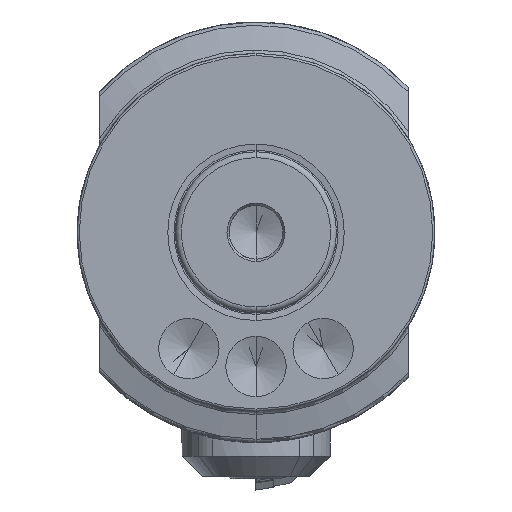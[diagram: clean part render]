
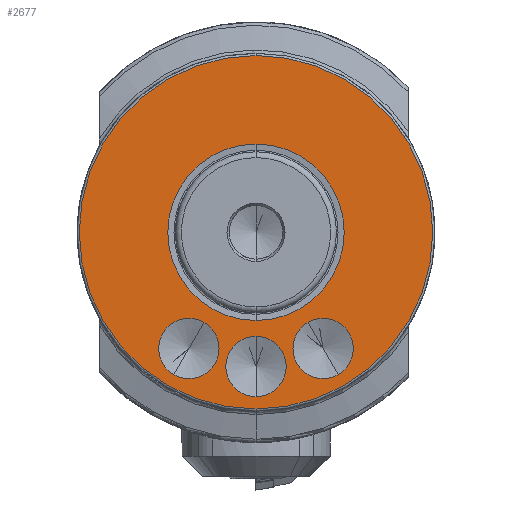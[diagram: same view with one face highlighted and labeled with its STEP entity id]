
A CAD part, left-side view. The second image highlights one B-rep face of the part: STEP entity #2677.
In plain terms, the highlighted planar face has unit normal (-1, 0, 0).
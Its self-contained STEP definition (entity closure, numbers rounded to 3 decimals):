
#792 = CIRCLE ( 'NONE', #12697, 6.75 ) ;
#1026 = AXIS2_PLACEMENT_3D ( 'NONE', #40118, #20666, #1248 ) ;
#1248 = DIRECTION ( 'NONE',  ( 0., 0., 1. ) ) ;
#1475 = CARTESIAN_POINT ( 'NONE',  ( 0., 0., 0. ) ) ;
#1547 = DIRECTION ( 'NONE',  ( 0., 0.5, 0.866 ) ) ;
#2250 = CARTESIAN_POINT ( 'NONE',  ( 0., 0., 19.715 ) ) ;
#2677 = ADVANCED_FACE ( 'NONE', ( #24715, #16052, #7390, #40943, #32292 ), #37414, .F. ) ;
#3119 = VERTEX_POINT ( 'NONE', #39671 ) ;
#3438 = EDGE_LOOP ( 'NONE', ( #14166, #36694 ) ) ;
#4549 = CIRCLE ( 'NONE', #17559, 19.715 ) ;
#4718 = DIRECTION ( 'NONE',  ( 0., 0., 1. ) ) ;
#6004 = CIRCLE ( 'NONE', #23870, 39.5 ) ;
#7390 = FACE_BOUND ( 'NONE', #3438, .T. ) ;
#7457 = CARTESIAN_POINT ( 'NONE',  ( 0., 15., -25.981 ) ) ;
#7692 = DIRECTION ( 'NONE',  ( 0., -0.5, 0.866 ) ) ;
#8321 = DIRECTION ( 'NONE',  ( -1., 0., 0. ) ) ;
#8696 = EDGE_LOOP ( 'NONE', ( #24204, #35676 ) ) ;
#9060 = CIRCLE ( 'NONE', #17364, 6.75 ) ;
#9346 = EDGE_CURVE ( 'NONE', #10468, #10030, #30252, .T. ) ;
#9820 = CIRCLE ( 'NONE', #38219, 6.75 ) ;
#10030 = VERTEX_POINT ( 'NONE', #29445 ) ;
#10443 = AXIS2_PLACEMENT_3D ( 'NONE', #11103, #33814, #14401 ) ;
#10468 = VERTEX_POINT ( 'NONE', #28688 ) ;
#11103 = CARTESIAN_POINT ( 'NONE',  ( 0., 0., -30. ) ) ;
#12343 = CARTESIAN_POINT ( 'NONE',  ( 0., -15., -25.981 ) ) ;
#12697 = AXIS2_PLACEMENT_3D ( 'NONE', #35738, #16285, #39564 ) ;
#13453 = EDGE_CURVE ( 'NONE', #28151, #16849, #792, .T. ) ;
#13516 = VERTEX_POINT ( 'NONE', #20820 ) ;
#14048 = CARTESIAN_POINT ( 'NONE',  ( 0., 0., -30. ) ) ;
#14166 = ORIENTED_EDGE ( 'NONE', *, *, #24977, .F. ) ;
#14401 = DIRECTION ( 'NONE',  ( 0., 0., 1. ) ) ;
#14840 = VERTEX_POINT ( 'NONE', #33349 ) ;
#15418 = EDGE_CURVE ( 'NONE', #29904, #13516, #28973, .T. ) ;
#15592 = DIRECTION ( 'NONE',  ( 0., 0.5, 0.866 ) ) ;
#16052 = FACE_BOUND ( 'NONE', #8696, .T. ) ;
#16285 = DIRECTION ( 'NONE',  ( 1., 0., 0. ) ) ;
#16849 = VERTEX_POINT ( 'NONE', #41829 ) ;
#17020 = DIRECTION ( 'NONE',  ( -1., 0., 0. ) ) ;
#17308 = DIRECTION ( 'NONE',  ( 0., 0., 1. ) ) ;
#17364 = AXIS2_PLACEMENT_3D ( 'NONE', #40396, #20964, #1547 ) ;
#17559 = AXIS2_PLACEMENT_3D ( 'NONE', #36453, #17020, #39724 ) ;
#18152 = DIRECTION ( 'NONE',  ( 1., 0., 0. ) ) ;
#19299 = ORIENTED_EDGE ( 'NONE', *, *, #25483, .F. ) ;
#20666 = DIRECTION ( 'NONE',  ( -1., 0., 0. ) ) ;
#20820 = CARTESIAN_POINT ( 'NONE',  ( 0., 0., 39.5 ) ) ;
#20964 = DIRECTION ( 'NONE',  ( -1., 0., 0. ) ) ;
#21475 = CIRCLE ( 'NONE', #28703, 6.75 ) ;
#21887 = ORIENTED_EDGE ( 'NONE', *, *, #15418, .T. ) ;
#22106 = EDGE_LOOP ( 'NONE', ( #39580, #21887 ) ) ;
#22272 = EDGE_CURVE ( 'NONE', #28943, #3119, #35347, .T. ) ;
#23870 = AXIS2_PLACEMENT_3D ( 'NONE', #27786, #8321, #31052 ) ;
#24043 = EDGE_CURVE ( 'NONE', #14840, #30954, #9820, .T. ) ;
#24168 = DIRECTION ( 'NONE',  ( -1., 0., 0. ) ) ;
#24204 = ORIENTED_EDGE ( 'NONE', *, *, #24043, .F. ) ;
#24715 = FACE_BOUND ( 'NONE', #40686, .T. ) ;
#24969 = EDGE_LOOP ( 'NONE', ( #26868, #19299 ) ) ;
#24977 = EDGE_CURVE ( 'NONE', #10030, #10468, #32518, .T. ) ;
#25483 = EDGE_CURVE ( 'NONE', #3119, #28943, #4549, .T. ) ;
#26868 = ORIENTED_EDGE ( 'NONE', *, *, #22272, .F. ) ;
#27786 = CARTESIAN_POINT ( 'NONE',  ( 0., 0., 0. ) ) ;
#27968 = EDGE_CURVE ( 'NONE', #30954, #14840, #9060, .T. ) ;
#28094 = EDGE_CURVE ( 'NONE', #13516, #29904, #6004, .T. ) ;
#28108 = AXIS2_PLACEMENT_3D ( 'NONE', #1475, #24168, #4718 ) ;
#28151 = VERTEX_POINT ( 'NONE', #38251 ) ;
#28292 = AXIS2_PLACEMENT_3D ( 'NONE', #14048, #36740, #17308 ) ;
#28688 = CARTESIAN_POINT ( 'NONE',  ( 0., 0., -36.75 ) ) ;
#28703 = AXIS2_PLACEMENT_3D ( 'NONE', #7457, #30199, #7692 ) ;
#28943 = VERTEX_POINT ( 'NONE', #2250 ) ;
#28973 = CIRCLE ( 'NONE', #1026, 39.5 ) ;
#29445 = CARTESIAN_POINT ( 'NONE',  ( 0., 0., -23.25 ) ) ;
#29904 = VERTEX_POINT ( 'NONE', #39494 ) ;
#30199 = DIRECTION ( 'NONE',  ( 1., 0., 0. ) ) ;
#30252 = CIRCLE ( 'NONE', #28292, 6.75 ) ;
#30954 = VERTEX_POINT ( 'NONE', #33673 ) ;
#31052 = DIRECTION ( 'NONE',  ( 0., 0., 1. ) ) ;
#32292 = FACE_OUTER_BOUND ( 'NONE', #22106, .T. ) ;
#32518 = CIRCLE ( 'NONE', #10443, 6.75 ) ;
#33349 = CARTESIAN_POINT ( 'NONE',  ( 0., -11.625, -20.135 ) ) ;
#33673 = CARTESIAN_POINT ( 'NONE',  ( 0., -18.375, -31.826 ) ) ;
#33814 = DIRECTION ( 'NONE',  ( -1., 0., 0. ) ) ;
#34295 = AXIS2_PLACEMENT_3D ( 'NONE', #37552, #18152, #40834 ) ;
#34445 = EDGE_CURVE ( 'NONE', #16849, #28151, #21475, .T. ) ;
#35043 = DIRECTION ( 'NONE',  ( -1., 0., 0. ) ) ;
#35347 = CIRCLE ( 'NONE', #28108, 19.715 ) ;
#35676 = ORIENTED_EDGE ( 'NONE', *, *, #27968, .F. ) ;
#35738 = CARTESIAN_POINT ( 'NONE',  ( 0., 15., -25.981 ) ) ;
#36453 = CARTESIAN_POINT ( 'NONE',  ( 0., 0., 0. ) ) ;
#36694 = ORIENTED_EDGE ( 'NONE', *, *, #9346, .F. ) ;
#36740 = DIRECTION ( 'NONE',  ( -1., 0., 0. ) ) ;
#37414 = PLANE ( 'NONE',  #34295 ) ;
#37552 = CARTESIAN_POINT ( 'NONE',  ( 0., 19.715, 0. ) ) ;
#38219 = AXIS2_PLACEMENT_3D ( 'NONE', #12343, #35043, #15592 ) ;
#38251 = CARTESIAN_POINT ( 'NONE',  ( 0., 18.375, -31.826 ) ) ;
#38738 = ORIENTED_EDGE ( 'NONE', *, *, #13453, .T. ) ;
#39494 = CARTESIAN_POINT ( 'NONE',  ( 0., 0., -39.5 ) ) ;
#39564 = DIRECTION ( 'NONE',  ( 0., -0.5, 0.866 ) ) ;
#39580 = ORIENTED_EDGE ( 'NONE', *, *, #28094, .T. ) ;
#39671 = CARTESIAN_POINT ( 'NONE',  ( 0., 0., -19.715 ) ) ;
#39691 = ORIENTED_EDGE ( 'NONE', *, *, #34445, .T. ) ;
#39724 = DIRECTION ( 'NONE',  ( 0., 0., 1. ) ) ;
#40118 = CARTESIAN_POINT ( 'NONE',  ( 0., 0., 0. ) ) ;
#40396 = CARTESIAN_POINT ( 'NONE',  ( 0., -15., -25.981 ) ) ;
#40686 = EDGE_LOOP ( 'NONE', ( #39691, #38738 ) ) ;
#40834 = DIRECTION ( 'NONE',  ( 0., 0., -1. ) ) ;
#40943 = FACE_BOUND ( 'NONE', #24969, .T. ) ;
#41829 = CARTESIAN_POINT ( 'NONE',  ( 0., 11.625, -20.135 ) ) ;
